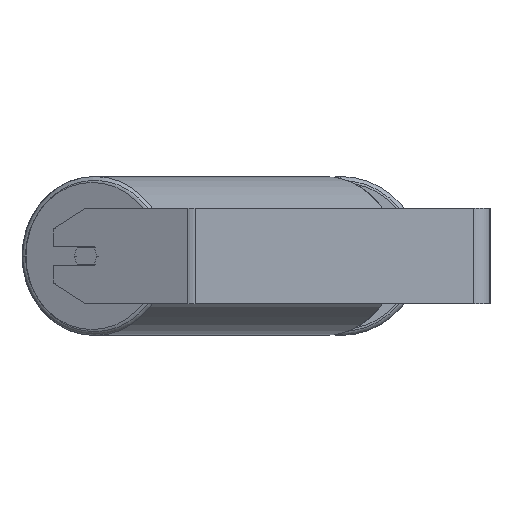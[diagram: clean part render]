
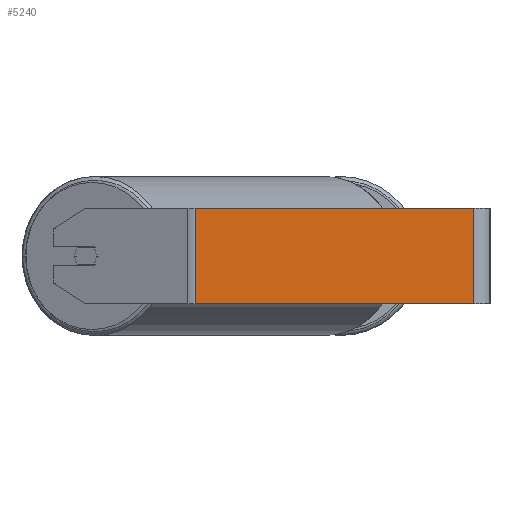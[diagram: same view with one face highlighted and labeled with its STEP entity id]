
A CAD part, left-side view. The second image highlights one B-rep face of the part: STEP entity #5240.
In plain terms, the highlighted planar face has unit normal (-1, 0, 0).
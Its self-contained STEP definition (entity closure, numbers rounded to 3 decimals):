
#4 = VECTOR ( 'NONE', #2518, 1000. ) ;
#69 = LINE ( 'NONE', #8219, #3382 ) ;
#137 = EDGE_CURVE ( 'NONE', #2729, #2627, #69, .T. ) ;
#478 = DIRECTION ( 'NONE',  ( 0., 0., -1. ) ) ;
#520 = DIRECTION ( 'NONE',  ( 0., 0., -1. ) ) ;
#996 = ORIENTED_EDGE ( 'NONE', *, *, #1249, .F. ) ;
#1056 = LINE ( 'NONE', #1097, #7383 ) ;
#1097 = CARTESIAN_POINT ( 'NONE',  ( -745., 246.563, 40. ) ) ;
#1135 = FACE_OUTER_BOUND ( 'NONE', #3038, .T. ) ;
#1249 = EDGE_CURVE ( 'NONE', #4808, #2729, #2562, .T. ) ;
#1445 = VECTOR ( 'NONE', #5017, 1000. ) ;
#1520 = LINE ( 'NONE', #6266, #1445 ) ;
#1678 = ORIENTED_EDGE ( 'NONE', *, *, #6327, .T. ) ;
#1857 = CARTESIAN_POINT ( 'NONE',  ( -745., 246.563, 40. ) ) ;
#2182 = AXIS2_PLACEMENT_3D ( 'NONE', #7124, #3708, #478 ) ;
#2237 = ORIENTED_EDGE ( 'NONE', *, *, #3956, .T. ) ;
#2518 = DIRECTION ( 'NONE',  ( 0., -1., 0. ) ) ;
#2562 = LINE ( 'NONE', #6564, #4 ) ;
#2627 = VERTEX_POINT ( 'NONE', #5570 ) ;
#2687 = VERTEX_POINT ( 'NONE', #6424 ) ;
#2729 = VERTEX_POINT ( 'NONE', #7127 ) ;
#2770 = DIRECTION ( 'NONE',  ( 0., 0., -1. ) ) ;
#3038 = EDGE_LOOP ( 'NONE', ( #2237, #5744, #996, #1678 ) ) ;
#3130 = PLANE ( 'NONE',  #2182 ) ;
#3382 = VECTOR ( 'NONE', #2770, 1000. ) ;
#3708 = DIRECTION ( 'NONE',  ( 1., 0., 0. ) ) ;
#3956 = EDGE_CURVE ( 'NONE', #2687, #2627, #1520, .T. ) ;
#4808 = VERTEX_POINT ( 'NONE', #1857 ) ;
#5017 = DIRECTION ( 'NONE',  ( 0., -1., 0. ) ) ;
#5240 = ADVANCED_FACE ( 'NONE', ( #1135 ), #3130, .F. ) ;
#5570 = CARTESIAN_POINT ( 'NONE',  ( -745., 14., -40. ) ) ;
#5744 = ORIENTED_EDGE ( 'NONE', *, *, #137, .F. ) ;
#6266 = CARTESIAN_POINT ( 'NONE',  ( -745., 249.667, -40. ) ) ;
#6327 = EDGE_CURVE ( 'NONE', #4808, #2687, #1056, .T. ) ;
#6424 = CARTESIAN_POINT ( 'NONE',  ( -745., 246.563, -40. ) ) ;
#6564 = CARTESIAN_POINT ( 'NONE',  ( -745., 249.667, 40. ) ) ;
#7124 = CARTESIAN_POINT ( 'NONE',  ( -745., 249.667, 40. ) ) ;
#7127 = CARTESIAN_POINT ( 'NONE',  ( -745., 14., 40. ) ) ;
#7383 = VECTOR ( 'NONE', #520, 1000. ) ;
#8219 = CARTESIAN_POINT ( 'NONE',  ( -745., 14., 40. ) ) ;
